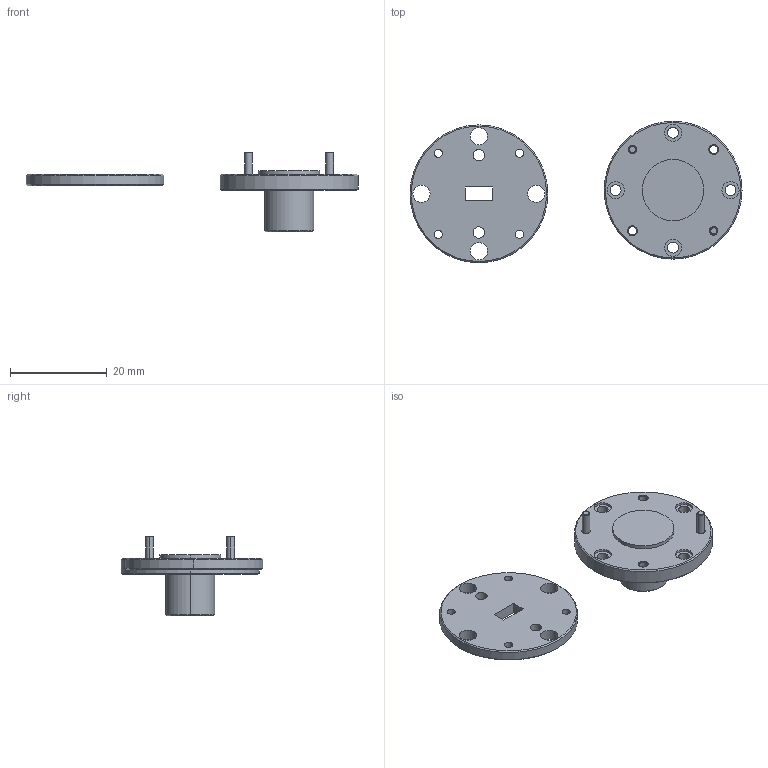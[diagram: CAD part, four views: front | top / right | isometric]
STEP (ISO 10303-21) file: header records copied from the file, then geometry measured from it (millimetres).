
FILE_DESCRIPTION (( 'STEP AP203' ), '1' );
FILE_NAME ('SWO-22-F1.STEP', '2019-06-06T16:54:15', ( '' ), ( '' ), 'SwSTEP 2.0', 'SolidWorks 2016', '' );
FILE_SCHEMA (( 'CONFIG_CONTROL_DESIGN' ));
Length unit declared in the file: inch
Products named in the file (1): SWO-22-F1
Bounding box: 68.81 x 29.33 x 16.57 mm (x, y, z)
Volume: 4165.7 mm3; surface area: 3603.8 mm2
Topology: 4 solids, 4 shells, 100 faces, 232 edges, 146 vertices
Faces by surface type: cylinder 56, cone 26, plane 18
Entity records: 3035 total; most frequent: DIRECTION 572, CARTESIAN_POINT 479, ORIENTED_EDGE 464, AXIS2_PLACEMENT_3D 239, EDGE_CURVE 232, VERTEX_POINT 146, EDGE_LOOP 144, CIRCLE 138
